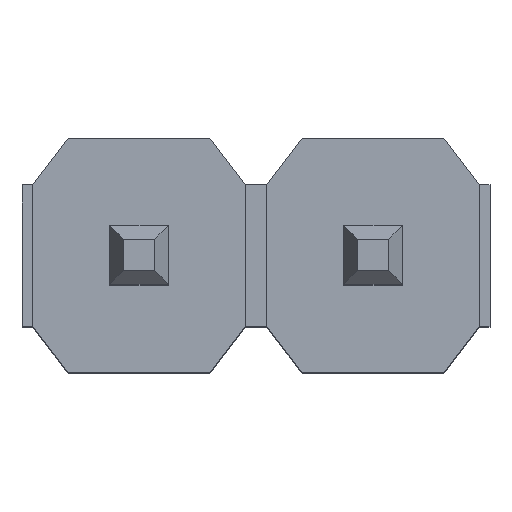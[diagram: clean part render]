
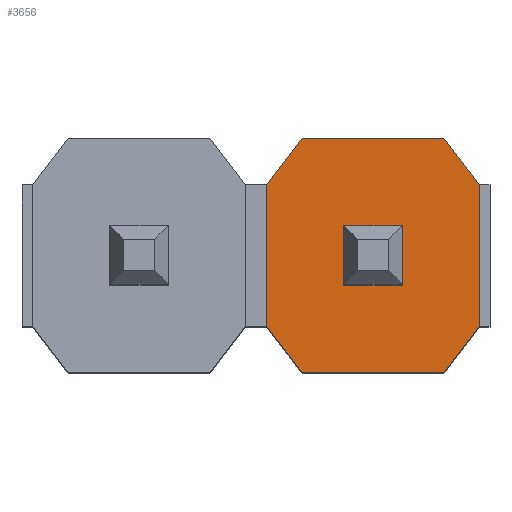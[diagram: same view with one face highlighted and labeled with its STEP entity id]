
A CAD part, top view. The second image highlights one B-rep face of the part: STEP entity #3656.
In plain terms, the highlighted planar face has unit normal (0, 0, 1).
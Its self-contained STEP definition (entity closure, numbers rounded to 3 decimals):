
#3451 = VERTEX_POINT('',#3452);
#3452 = CARTESIAN_POINT('',(0.95,-0.32,2.55));
#3458 = EDGE_CURVE('',#3459,#3451,#3461,.T.);
#3459 = VERTEX_POINT('',#3460);
#3460 = CARTESIAN_POINT('',(1.59,-0.32,2.55));
#3461 = LINE('',#3462,#3463);
#3462 = CARTESIAN_POINT('',(0.95,-0.32,2.55));
#3463 = VECTOR('',#3464,1.);
#3464 = DIRECTION('',(-1.,0.,-0.));
#3638 = VERTEX_POINT('',#3639);
#3639 = CARTESIAN_POINT('',(0.95,0.32,2.55));
#3645 = EDGE_CURVE('',#3451,#3638,#3646,.T.);
#3646 = LINE('',#3647,#3648);
#3647 = CARTESIAN_POINT('',(0.95,0.3,2.55));
#3648 = VECTOR('',#3649,1.);
#3649 = DIRECTION('',(0.,1.,0.));
#3656 = ADVANCED_FACE('',(#3657,#3723),#3741,.T.);
#3657 = FACE_BOUND('',#3658,.T.);
#3658 = EDGE_LOOP('',(#3659,#3669,#3677,#3685,#3693,#3701,#3709,#3717));
#3659 = ORIENTED_EDGE('',*,*,#3660,.T.);
#3660 = EDGE_CURVE('',#3661,#3663,#3665,.T.);
#3661 = VERTEX_POINT('',#3662);
#3662 = CARTESIAN_POINT('',(0.5,-1.27,2.55));
#3663 = VERTEX_POINT('',#3664);
#3664 = CARTESIAN_POINT('',(2.04,-1.27,2.55));
#3665 = LINE('',#3666,#3667);
#3666 = CARTESIAN_POINT('',(2.54,-1.27,2.55));
#3667 = VECTOR('',#3668,1.);
#3668 = DIRECTION('',(1.,0.,0.));
#3669 = ORIENTED_EDGE('',*,*,#3670,.T.);
#3670 = EDGE_CURVE('',#3663,#3671,#3673,.T.);
#3671 = VERTEX_POINT('',#3672);
#3672 = CARTESIAN_POINT('',(2.423,-0.77,2.55));
#3673 = LINE('',#3674,#3675);
#3674 = CARTESIAN_POINT('',(2.04,-1.27,2.55));
#3675 = VECTOR('',#3676,1.);
#3676 = DIRECTION('',(0.609,0.793,0.));
#3677 = ORIENTED_EDGE('',*,*,#3678,.T.);
#3678 = EDGE_CURVE('',#3671,#3679,#3681,.T.);
#3679 = VERTEX_POINT('',#3680);
#3680 = CARTESIAN_POINT('',(2.423,0.77,2.55));
#3681 = LINE('',#3682,#3683);
#3682 = CARTESIAN_POINT('',(2.423,1.23,2.55));
#3683 = VECTOR('',#3684,1.);
#3684 = DIRECTION('',(0.,1.,0.));
#3685 = ORIENTED_EDGE('',*,*,#3686,.T.);
#3686 = EDGE_CURVE('',#3679,#3687,#3689,.T.);
#3687 = VERTEX_POINT('',#3688);
#3688 = CARTESIAN_POINT('',(2.04,1.27,2.55));
#3689 = LINE('',#3690,#3691);
#3690 = CARTESIAN_POINT('',(2.04,1.27,2.55));
#3691 = VECTOR('',#3692,1.);
#3692 = DIRECTION('',(-0.609,0.793,0.));
#3693 = ORIENTED_EDGE('',*,*,#3694,.F.);
#3694 = EDGE_CURVE('',#3695,#3687,#3697,.T.);
#3695 = VERTEX_POINT('',#3696);
#3696 = CARTESIAN_POINT('',(0.5,1.27,2.55));
#3697 = LINE('',#3698,#3699);
#3698 = CARTESIAN_POINT('',(2.54,1.27,2.55));
#3699 = VECTOR('',#3700,1.);
#3700 = DIRECTION('',(1.,0.,0.));
#3701 = ORIENTED_EDGE('',*,*,#3702,.T.);
#3702 = EDGE_CURVE('',#3695,#3703,#3705,.T.);
#3703 = VERTEX_POINT('',#3704);
#3704 = CARTESIAN_POINT('',(0.116,0.77,2.55));
#3705 = LINE('',#3706,#3707);
#3706 = CARTESIAN_POINT('',(0.5,1.27,2.55));
#3707 = VECTOR('',#3708,1.);
#3708 = DIRECTION('',(-0.609,-0.793,-0.));
#3709 = ORIENTED_EDGE('',*,*,#3710,.T.);
#3710 = EDGE_CURVE('',#3703,#3711,#3713,.T.);
#3711 = VERTEX_POINT('',#3712);
#3712 = CARTESIAN_POINT('',(0.116,-0.77,2.55));
#3713 = LINE('',#3714,#3715);
#3714 = CARTESIAN_POINT('',(0.116,1.23,2.55));
#3715 = VECTOR('',#3716,1.);
#3716 = DIRECTION('',(0.,-1.,0.));
#3717 = ORIENTED_EDGE('',*,*,#3718,.T.);
#3718 = EDGE_CURVE('',#3711,#3661,#3719,.T.);
#3719 = LINE('',#3720,#3721);
#3720 = CARTESIAN_POINT('',(0.5,-1.27,2.55));
#3721 = VECTOR('',#3722,1.);
#3722 = DIRECTION('',(0.609,-0.793,0.));
#3723 = FACE_BOUND('',#3724,.T.);
#3724 = EDGE_LOOP('',(#3725,#3726,#3734,#3740));
#3725 = ORIENTED_EDGE('',*,*,#3645,.T.);
#3726 = ORIENTED_EDGE('',*,*,#3727,.T.);
#3727 = EDGE_CURVE('',#3638,#3728,#3730,.T.);
#3728 = VERTEX_POINT('',#3729);
#3729 = CARTESIAN_POINT('',(1.59,0.32,2.55));
#3730 = LINE('',#3731,#3732);
#3731 = CARTESIAN_POINT('',(2.54,0.32,2.55));
#3732 = VECTOR('',#3733,1.);
#3733 = DIRECTION('',(1.,0.,0.));
#3734 = ORIENTED_EDGE('',*,*,#3735,.T.);
#3735 = EDGE_CURVE('',#3728,#3459,#3736,.T.);
#3736 = LINE('',#3737,#3738);
#3737 = CARTESIAN_POINT('',(1.59,1.23,2.55));
#3738 = VECTOR('',#3739,1.);
#3739 = DIRECTION('',(0.,-1.,0.));
#3740 = ORIENTED_EDGE('',*,*,#3458,.T.);
#3741 = PLANE('',#3742);
#3742 = AXIS2_PLACEMENT_3D('',#3743,#3744,#3745);
#3743 = CARTESIAN_POINT('',(2.54,1.23,2.55));
#3744 = DIRECTION('',(0.,0.,1.));
#3745 = DIRECTION('',(0.,-1.,0.));
